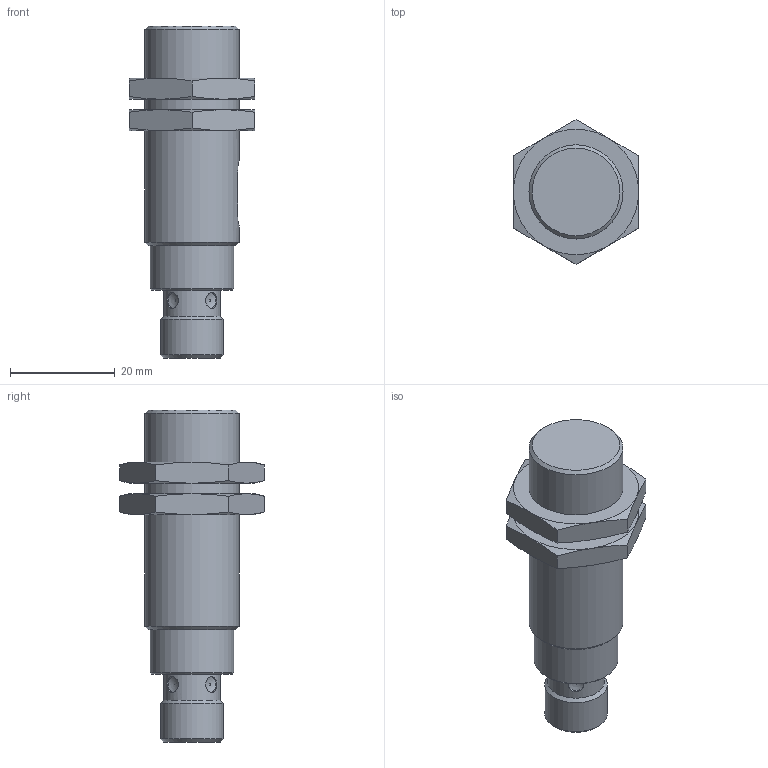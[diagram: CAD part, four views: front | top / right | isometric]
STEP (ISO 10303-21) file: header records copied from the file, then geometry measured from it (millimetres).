
FILE_DESCRIPTION(/* description */ ('STEP AP214'),/* implementation_level */ '2;1');
FILE_NAME(/* name */ '537689_SOEG-RTH-M18-PS-S-2L',/* time_stamp */ '2024-09-15T09:38:09+02:00',/* author */ ('License CC BY-ND 4.0'),/* organization */ ('CADENAS'),/* preprocessor_version */ 'ST-DEVELOPER v19.3',/* originating_system */ 'PARTsolutions',/* authorisation */ ' ');
FILE_SCHEMA (('AUTOMOTIVE_DESIGN {1 0 10303 214 3 1 1}'));
Length unit declared in the file: millimetre
Products named in the file (1): 537689 SOEG-RTH-M18-PS-S-2L
Bounding box: 24 x 27.71 x 63.5 mm (x, y, z)
Volume: 15115.6 mm3; surface area: 5340.4 mm2
Topology: 1 solids, 1 shells, 92 faces, 218 edges, 137 vertices
Faces by surface type: plane 32, cone 29, cylinder 20, sphere 7, torus 4
Full cylindrical faces by diameter (mm): 1 x5, 3 x4, 3.5 x1, 8.3 x1, 10.773 x1, 12 x1, 16 x1, 18 x3
Entity records: 2356 total; most frequent: CARTESIAN_POINT 561, DIRECTION 358, ORIENTED_EDGE 316, AXIS2_PLACEMENT_3D 161, EDGE_CURVE 158, FACE_BOUND 138, EDGE_LOOP 134, VERTEX_POINT 114
